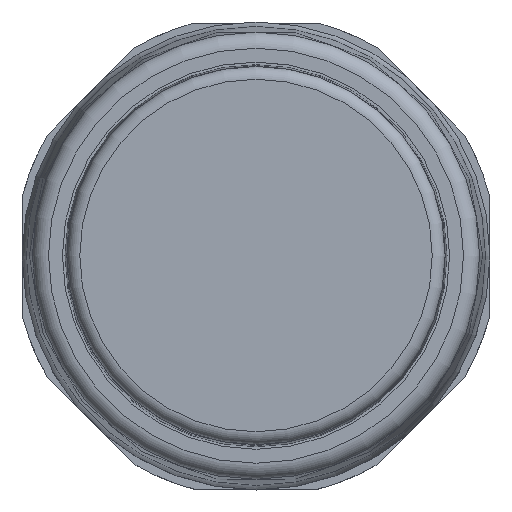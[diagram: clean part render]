
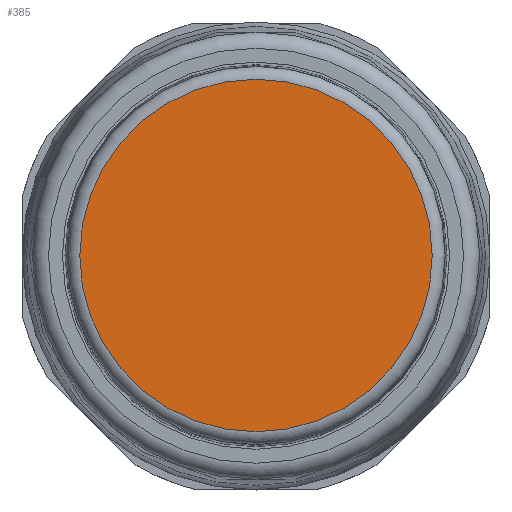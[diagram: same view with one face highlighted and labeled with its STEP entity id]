
A CAD part, top view. The second image highlights one B-rep face of the part: STEP entity #385.
In plain terms, the highlighted planar face has unit normal (0, 0, 1).
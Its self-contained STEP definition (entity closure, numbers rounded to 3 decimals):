
#385 = ADVANCED_FACE( '', ( #1416 ), #1417, .T. );
#1416 = FACE_OUTER_BOUND( '', #3159, .T. );
#1417 = PLANE( '', #3160 );
#3159 = EDGE_LOOP( '', ( #6521 ) );
#3160 = AXIS2_PLACEMENT_3D( '', #6522, #6523, #6524 );
#6521 = ORIENTED_EDGE( '', *, *, #10347, .F. );
#6522 = CARTESIAN_POINT( '', ( 0., 0., 62.1 ) );
#6523 = DIRECTION( '', ( 0., 0., 1. ) );
#6524 = DIRECTION( '', ( 1., 0., 0. ) );
#10347 = EDGE_CURVE( '', #12684, #12684, #12685, .T. );
#12684 = VERTEX_POINT( '', #16690 );
#12685 = CIRCLE( '', #16691, 10.925 );
#16690 = CARTESIAN_POINT( '', ( 0., 10.925, 62.1 ) );
#16691 = AXIS2_PLACEMENT_3D( '', #20453, #20454, #20455 );
#20453 = CARTESIAN_POINT( '', ( 0., 0., 62.1 ) );
#20454 = DIRECTION( '', ( 0., 0., -1. ) );
#20455 = DIRECTION( '', ( 0., 1., 0. ) );
